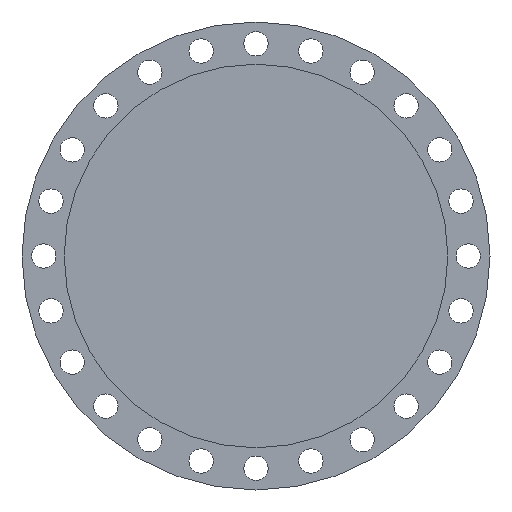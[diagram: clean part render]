
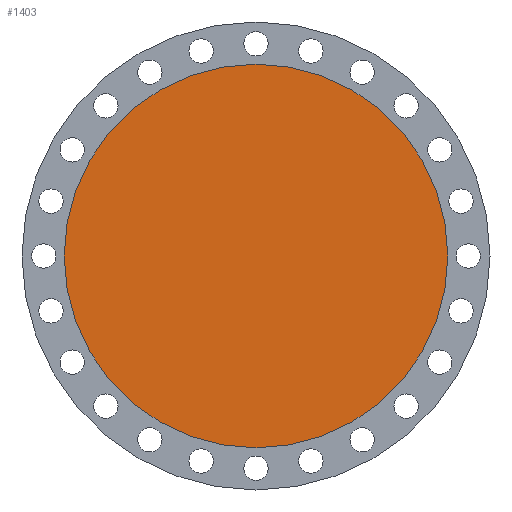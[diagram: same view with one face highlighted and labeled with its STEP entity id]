
A CAD part, left-side view. The second image highlights one B-rep face of the part: STEP entity #1403.
In plain terms, the highlighted planar face has unit normal (-1, 0, 0).
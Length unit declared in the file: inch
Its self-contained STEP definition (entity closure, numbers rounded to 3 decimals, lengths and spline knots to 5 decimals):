
#11 = CIRCLE ( 'NONE', #770, 18.75 ) ;
#45 = EDGE_CURVE ( 'NONE', #1727, #349, #458, .T. ) ;
#217 = EDGE_CURVE ( 'NONE', #349, #1727, #11, .T. ) ;
#349 = VERTEX_POINT ( 'NONE', #1609 ) ;
#458 = CIRCLE ( 'NONE', #964, 18.75 ) ;
#565 = FACE_OUTER_BOUND ( 'NONE', #1344, .T. ) ;
#573 = DIRECTION ( 'NONE',  ( -1., 0., 0. ) ) ;
#770 = AXIS2_PLACEMENT_3D ( 'NONE', #1401, #1255, #903 ) ;
#903 = DIRECTION ( 'NONE',  ( 0., 0., 1. ) ) ;
#964 = AXIS2_PLACEMENT_3D ( 'NONE', #1987, #573, #1661 ) ;
#1123 = CARTESIAN_POINT ( 'NONE',  ( 0., 0., 18.75 ) ) ;
#1189 = AXIS2_PLACEMENT_3D ( 'NONE', #1478, #1362, #1814 ) ;
#1255 = DIRECTION ( 'NONE',  ( -1., 0., 0. ) ) ;
#1344 = EDGE_LOOP ( 'NONE', ( #1679, #1508 ) ) ;
#1351 = PLANE ( 'NONE',  #1189 ) ;
#1362 = DIRECTION ( 'NONE',  ( -1., 0., 0. ) ) ;
#1401 = CARTESIAN_POINT ( 'NONE',  ( 0., 0., 0. ) ) ;
#1403 = ADVANCED_FACE ( 'NONE', ( #565 ), #1351, .T. ) ;
#1478 = CARTESIAN_POINT ( 'NONE',  ( 0., 0., 0. ) ) ;
#1508 = ORIENTED_EDGE ( 'NONE', *, *, #217, .T. ) ;
#1609 = CARTESIAN_POINT ( 'NONE',  ( 0., 0., -18.75 ) ) ;
#1661 = DIRECTION ( 'NONE',  ( 0., 0., 1. ) ) ;
#1679 = ORIENTED_EDGE ( 'NONE', *, *, #45, .T. ) ;
#1727 = VERTEX_POINT ( 'NONE', #1123 ) ;
#1814 = DIRECTION ( 'NONE',  ( 0., 0., 1. ) ) ;
#1987 = CARTESIAN_POINT ( 'NONE',  ( 0., 0., 0. ) ) ;
